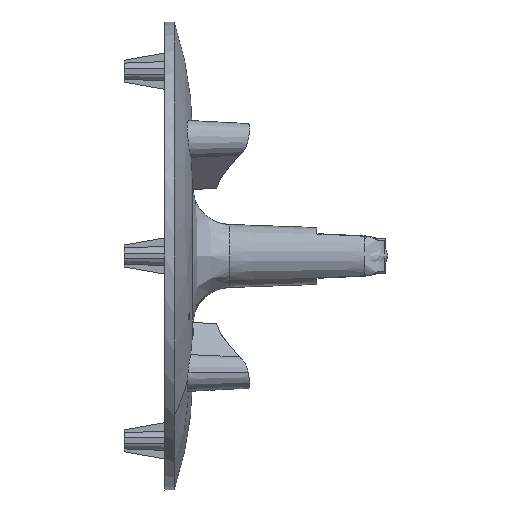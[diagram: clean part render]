
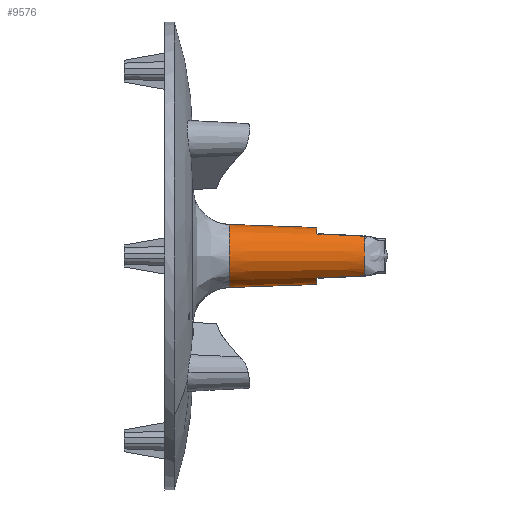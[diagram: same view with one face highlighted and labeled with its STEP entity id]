
A CAD part, left-side view. The second image highlights one B-rep face of the part: STEP entity #9576.
In plain terms, the highlighted conical face has half-angle 2 degrees and reference radius 16.469 mm.
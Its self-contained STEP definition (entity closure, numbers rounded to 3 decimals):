
#59 = ORIENTED_EDGE ( 'NONE', *, *, #3219, .F. ) ;
#140 = ORIENTED_EDGE ( 'NONE', *, *, #3237, .T. ) ;
#188 = ORIENTED_EDGE ( 'NONE', *, *, #4459, .T. ) ;
#274 = ORIENTED_EDGE ( 'NONE', *, *, #4925, .T. ) ;
#308 = VERTEX_POINT ( 'NONE', #15061 ) ;
#340 = ORIENTED_EDGE ( 'NONE', *, *, #3196, .T. ) ;
#522 = VERTEX_POINT ( 'NONE', #14923 ) ;
#629 = ORIENTED_EDGE ( 'NONE', *, *, #3658, .T. ) ;
#777 = ORIENTED_EDGE ( 'NONE', *, *, #3125, .T. ) ;
#781 = VERTEX_POINT ( 'NONE', #14795 ) ;
#833 = VERTEX_POINT ( 'NONE', #14770 ) ;
#876 = VERTEX_POINT ( 'NONE', #14717 ) ;
#935 = VERTEX_POINT ( 'NONE', #14673 ) ;
#944 = ORIENTED_EDGE ( 'NONE', *, *, #4891, .T. ) ;
#948 = VERTEX_POINT ( 'NONE', #14660 ) ;
#995 = VERTEX_POINT ( 'NONE', #14627 ) ;
#1010 = VERTEX_POINT ( 'NONE', #14614 ) ;
#1097 = EDGE_LOOP ( 'NONE', ( #59, #1131, #274, #944, #188, #140, #340, #629, #777 ) ) ;
#1131 = ORIENTED_EDGE ( 'NONE', *, *, #3353, .T. ) ;
#1658 = B_SPLINE_CURVE_WITH_KNOTS ( 'NONE', 3,
 ( #7267, #7247, #7243, #7242 ),
 .UNSPECIFIED., .F., .F.,
 ( 4, 4 ),
 ( 0., 1. ),
 .UNSPECIFIED. ) ;
#3125 = EDGE_CURVE ( 'NONE', #522, #1010, #12328, .T. ) ;
#3196 = EDGE_CURVE ( 'NONE', #876, #948, #12360, .T. ) ;
#3219 = EDGE_CURVE ( 'NONE', #308, #1010, #12685, .T. ) ;
#3237 = EDGE_CURVE ( 'NONE', #995, #876, #1658, .T. ) ;
#3353 = EDGE_CURVE ( 'NONE', #308, #935, #13192, .T. ) ;
#3658 = EDGE_CURVE ( 'NONE', #948, #522, #13227, .T. ) ;
#4459 = EDGE_CURVE ( 'NONE', #781, #995, #12789, .T. ) ;
#4891 = EDGE_CURVE ( 'NONE', #833, #781, #12654, .T. ) ;
#4925 = EDGE_CURVE ( 'NONE', #935, #833, #7927, .T. ) ;
#5022 = AXIS2_PLACEMENT_3D ( 'NONE', #14578, #14577, #14576 ) ;
#5039 = AXIS2_PLACEMENT_3D ( 'NONE', #7509, #7508, #7507 ) ;
#5054 = AXIS2_PLACEMENT_3D ( 'NONE', #6989, #6988, #6987 ) ;
#5113 = AXIS2_PLACEMENT_3D ( 'NONE', #9474, #9473, #9472 ) ;
#5136 = AXIS2_PLACEMENT_3D ( 'NONE', #14347, #14348, #14349 ) ;
#5211 = AXIS2_PLACEMENT_3D ( 'NONE', #8067, #8066, #8059 ) ;
#6987 = DIRECTION ( 'NONE',  ( 0., 0., 1. ) ) ;
#6988 = DIRECTION ( 'NONE',  ( 0., 1., 0. ) ) ;
#6989 = CARTESIAN_POINT ( 'NONE',  ( 690., -32.71, 90. ) ) ;
#7242 = CARTESIAN_POINT ( 'NONE',  ( 680.579, -32.71, 101.509 ) ) ;
#7243 = CARTESIAN_POINT ( 'NONE',  ( 680.569, -41.46, 101.106 ) ) ;
#7247 = CARTESIAN_POINT ( 'NONE',  ( 680.559, -49.793, 100.712 ) ) ;
#7267 = CARTESIAN_POINT ( 'NONE',  ( 680.548, -57.71, 100.327 ) ) ;
#7363 = DIRECTION ( 'NONE',  ( 0., 0.999, -0.035 ) ) ;
#7365 = CARTESIAN_POINT ( 'NONE',  ( 690., 12.988, 73.531 ) ) ;
#7507 = DIRECTION ( 'NONE',  ( 0., 0., 1. ) ) ;
#7508 = DIRECTION ( 'NONE',  ( 0., 1., 0. ) ) ;
#7509 = CARTESIAN_POINT ( 'NONE',  ( 690., -32.71, 90. ) ) ;
#7927 = B_SPLINE_CURVE_WITH_KNOTS ( 'NONE', 3,
 ( #13495, #13465, #13500, #13501 ),
 .UNSPECIFIED., .F., .F.,
 ( 4, 4 ),
 ( 0., 1. ),
 .UNSPECIFIED. ) ;
#8059 = DIRECTION ( 'NONE',  ( 0., 0., 1. ) ) ;
#8066 = DIRECTION ( 'NONE',  ( 0., 1., 0. ) ) ;
#8067 = CARTESIAN_POINT ( 'NONE',  ( 690., 12.988, 90. ) ) ;
#9472 = DIRECTION ( 'NONE',  ( 0., 0., 1. ) ) ;
#9473 = DIRECTION ( 'NONE',  ( 0., 1., 0. ) ) ;
#9474 = CARTESIAN_POINT ( 'NONE',  ( 690., -57.71, 90. ) ) ;
#9576 = ADVANCED_FACE ( 'NONE', ( #12344 ), #12369, .T. ) ;
#10992 = CARTESIAN_POINT ( 'NONE',  ( 690., 12.988, 106.469 ) ) ;
#11002 = DIRECTION ( 'NONE',  ( 0., 0.999, 0.035 ) ) ;
#12328 = CIRCLE ( 'NONE', #5022, 16.469 ) ;
#12344 = FACE_OUTER_BOUND ( 'NONE', #1097, .T. ) ;
#12360 = CIRCLE ( 'NONE', #5039, 14.873 ) ;
#12369 = CONICAL_SURFACE ( 'NONE', #5211, 16.469, 0.035 ) ;
#12654 = CIRCLE ( 'NONE', #5136, 14. ) ;
#12685 = LINE ( 'NONE', #7365, #13170 ) ;
#12789 = CIRCLE ( 'NONE', #5113, 14. ) ;
#13161 = VECTOR ( 'NONE', #11002, 1000. ) ;
#13170 = VECTOR ( 'NONE', #7363, 1000. ) ;
#13192 = CIRCLE ( 'NONE', #5054, 14.873 ) ;
#13227 = LINE ( 'NONE', #10992, #13161 ) ;
#13465 = CARTESIAN_POINT ( 'NONE',  ( 680.569, -41.46, 78.894 ) ) ;
#13495 = CARTESIAN_POINT ( 'NONE',  ( 680.579, -32.71, 78.491 ) ) ;
#13500 = CARTESIAN_POINT ( 'NONE',  ( 680.559, -49.793, 79.288 ) ) ;
#13501 = CARTESIAN_POINT ( 'NONE',  ( 680.548, -57.71, 79.673 ) ) ;
#14347 = CARTESIAN_POINT ( 'NONE',  ( 690., -57.71, 90. ) ) ;
#14348 = DIRECTION ( 'NONE',  ( 0., 1., 0. ) ) ;
#14349 = DIRECTION ( 'NONE',  ( 0., 0., -1. ) ) ;
#14576 = DIRECTION ( 'NONE',  ( 0., 0., 1. ) ) ;
#14577 = DIRECTION ( 'NONE',  ( 0., -1., 0. ) ) ;
#14578 = CARTESIAN_POINT ( 'NONE',  ( 690., 12.988, 90. ) ) ;
#14614 = CARTESIAN_POINT ( 'NONE',  ( 690., 12.988, 73.531 ) ) ;
#14627 = CARTESIAN_POINT ( 'NONE',  ( 680.548, -57.71, 100.327 ) ) ;
#14660 = CARTESIAN_POINT ( 'NONE',  ( 690., -32.71, 104.873 ) ) ;
#14673 = CARTESIAN_POINT ( 'NONE',  ( 680.579, -32.71, 78.491 ) ) ;
#14717 = CARTESIAN_POINT ( 'NONE',  ( 680.579, -32.71, 101.509 ) ) ;
#14770 = CARTESIAN_POINT ( 'NONE',  ( 680.548, -57.71, 79.673 ) ) ;
#14795 = CARTESIAN_POINT ( 'NONE',  ( 676., -57.71, 90. ) ) ;
#14923 = CARTESIAN_POINT ( 'NONE',  ( 690., 12.988, 106.469 ) ) ;
#15061 = CARTESIAN_POINT ( 'NONE',  ( 690., -32.71, 75.127 ) ) ;
